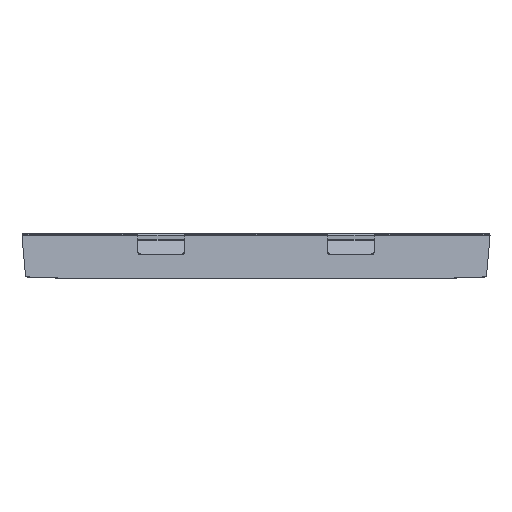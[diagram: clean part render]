
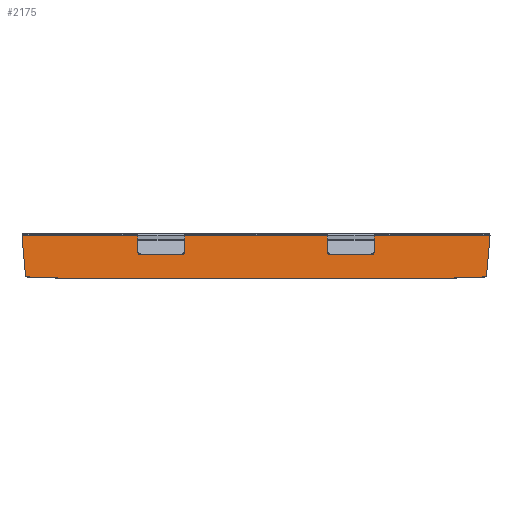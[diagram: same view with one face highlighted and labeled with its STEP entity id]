
A CAD part, front view. The second image highlights one B-rep face of the part: STEP entity #2175.
In plain terms, the highlighted planar face has unit normal (0, -0.996, 0.087).
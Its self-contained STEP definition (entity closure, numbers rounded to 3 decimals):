
#46 = LINE ( 'NONE', #1087, #640 ) ;
#119 = LINE ( 'NONE', #1499, #2674 ) ;
#168 = EDGE_CURVE ( 'NONE', #1865, #547, #251, .T. ) ;
#186 = DIRECTION ( 'NONE',  ( 0., -0.996, 0.087 ) ) ;
#251 = LINE ( 'NONE', #2548, #1915 ) ;
#253 = DIRECTION ( 'NONE',  ( 0., -0.087, -0.996 ) ) ;
#342 = AXIS2_PLACEMENT_3D ( 'NONE', #541, #1197, #1414 ) ;
#410 = AXIS2_PLACEMENT_3D ( 'NONE', #657, #2852, #253 ) ;
#455 = CARTESIAN_POINT ( 'NONE',  ( -249., 16.374, -2.587 ) ) ;
#463 = VERTEX_POINT ( 'NONE', #2144 ) ;
#501 = CIRCLE ( 'NONE', #342, 2. ) ;
#541 = CARTESIAN_POINT ( 'NONE',  ( 198.965, 12.599, -45.731 ) ) ;
#547 = VERTEX_POINT ( 'NONE', #2820 ) ;
#557 = ORIENTED_EDGE ( 'NONE', *, *, #168, .T. ) ;
#563 = LINE ( 'NONE', #1903, #1386 ) ;
#585 = ORIENTED_EDGE ( 'NONE', *, *, #898, .T. ) ;
#601 = EDGE_CURVE ( 'NONE', #2312, #1608, #992, .T. ) ;
#636 = EDGE_LOOP ( 'NONE', ( #557, #780, #2806, #1900, #2628, #585, #1875, #769, #2784, #2168 ) ) ;
#640 = VECTOR ( 'NONE', #2821, 1000. ) ;
#657 = CARTESIAN_POINT ( 'NONE',  ( -198.965, 12.599, -45.731 ) ) ;
#769 = ORIENTED_EDGE ( 'NONE', *, *, #1106, .T. ) ;
#780 = ORIENTED_EDGE ( 'NONE', *, *, #2510, .T. ) ;
#800 = LINE ( 'NONE', #2480, #2800 ) ;
#802 = CARTESIAN_POINT ( 'NONE',  ( 245.331, 12.719, -44.361 ) ) ;
#841 = DIRECTION ( 'NONE',  ( 0., -0.087, -0.996 ) ) ;
#872 = CARTESIAN_POINT ( 'NONE',  ( 243.339, 12.734, -44.187 ) ) ;
#898 = EDGE_CURVE ( 'NONE', #1404, #463, #501, .T. ) ;
#952 = CARTESIAN_POINT ( 'NONE',  ( -199.035, 12.425, -47.722 ) ) ;
#992 = CIRCLE ( 'NONE', #410, 2. ) ;
#1051 = CARTESIAN_POINT ( 'NONE',  ( 0., 16.482, -1.347 ) ) ;
#1087 = CARTESIAN_POINT ( 'NONE',  ( 247.217, 14.597, -22.893 ) ) ;
#1106 = EDGE_CURVE ( 'NONE', #1431, #2005, #2721, .T. ) ;
#1169 = DIRECTION ( 'NONE',  ( 1., 0., 0. ) ) ;
#1197 = DIRECTION ( 'NONE',  ( 0., -0.996, 0.087 ) ) ;
#1251 = LINE ( 'NONE', #1290, #2555 ) ;
#1290 = CARTESIAN_POINT ( 'NONE',  ( 1.866, 11.825, -54.581 ) ) ;
#1321 = FACE_OUTER_BOUND ( 'NONE', #636, .T. ) ;
#1386 = VECTOR ( 'NONE', #1684, 1000. ) ;
#1404 = VERTEX_POINT ( 'NONE', #2456 ) ;
#1406 = DIRECTION ( 'NONE',  ( 0., -0.996, 0.087 ) ) ;
#1414 = DIRECTION ( 'NONE',  ( 0., -0.087, -0.996 ) ) ;
#1431 = VERTEX_POINT ( 'NONE', #2251 ) ;
#1454 = DIRECTION ( 'NONE',  ( 0.087, -0.087, -0.992 ) ) ;
#1458 = CARTESIAN_POINT ( 'NONE',  ( 249., 16.374, -2.587 ) ) ;
#1499 = CARTESIAN_POINT ( 'NONE',  ( -1.866, 11.825, -54.581 ) ) ;
#1547 = DIRECTION ( 'NONE',  ( 0.999, -0.003, -0.035 ) ) ;
#1577 = AXIS2_PLACEMENT_3D ( 'NONE', #2741, #1406, #1635 ) ;
#1608 = VERTEX_POINT ( 'NONE', #2763 ) ;
#1635 = DIRECTION ( 'NONE',  ( 0., -0.087, -0.996 ) ) ;
#1655 = EDGE_CURVE ( 'NONE', #1404, #1608, #563, .T. ) ;
#1684 = DIRECTION ( 'NONE',  ( -1., 0., 0. ) ) ;
#1703 = EDGE_CURVE ( 'NONE', #2595, #2005, #46, .T. ) ;
#1706 = AXIS2_PLACEMENT_3D ( 'NONE', #872, #2853, #2864 ) ;
#1735 = DIRECTION ( 'NONE',  ( -0.999, -0.003, -0.035 ) ) ;
#1821 = EDGE_CURVE ( 'NONE', #2203, #2312, #119, .T. ) ;
#1865 = VERTEX_POINT ( 'NONE', #455 ) ;
#1875 = ORIENTED_EDGE ( 'NONE', *, *, #2209, .F. ) ;
#1900 = ORIENTED_EDGE ( 'NONE', *, *, #601, .T. ) ;
#1903 = CARTESIAN_POINT ( 'NONE',  ( -249., 12.425, -47.723 ) ) ;
#1915 = VECTOR ( 'NONE', #1454, 1000. ) ;
#1941 = PLANE ( 'NONE',  #2798 ) ;
#2005 = VERTEX_POINT ( 'NONE', #802 ) ;
#2144 = CARTESIAN_POINT ( 'NONE',  ( 199.035, 12.425, -47.722 ) ) ;
#2168 = ORIENTED_EDGE ( 'NONE', *, *, #2363, .F. ) ;
#2175 = ADVANCED_FACE ( 'NONE', ( #1321 ), #1941, .T. ) ;
#2203 = VERTEX_POINT ( 'NONE', #2384 ) ;
#2209 = EDGE_CURVE ( 'NONE', #1431, #463, #1251, .T. ) ;
#2251 = CARTESIAN_POINT ( 'NONE',  ( 243.409, 12.56, -46.179 ) ) ;
#2312 = VERTEX_POINT ( 'NONE', #952 ) ;
#2363 = EDGE_CURVE ( 'NONE', #1865, #2595, #800, .T. ) ;
#2384 = CARTESIAN_POINT ( 'NONE',  ( -243.409, 12.56, -46.179 ) ) ;
#2456 = CARTESIAN_POINT ( 'NONE',  ( 198.965, 12.425, -47.723 ) ) ;
#2480 = CARTESIAN_POINT ( 'NONE',  ( -249., 16.374, -2.587 ) ) ;
#2510 = EDGE_CURVE ( 'NONE', #547, #2203, #2843, .T. ) ;
#2548 = CARTESIAN_POINT ( 'NONE',  ( -247.217, 14.597, -22.893 ) ) ;
#2555 = VECTOR ( 'NONE', #1735, 1000. ) ;
#2595 = VERTEX_POINT ( 'NONE', #1458 ) ;
#2628 = ORIENTED_EDGE ( 'NONE', *, *, #1655, .F. ) ;
#2674 = VECTOR ( 'NONE', #1547, 1000. ) ;
#2721 = CIRCLE ( 'NONE', #1706, 2. ) ;
#2741 = CARTESIAN_POINT ( 'NONE',  ( -243.339, 12.734, -44.187 ) ) ;
#2763 = CARTESIAN_POINT ( 'NONE',  ( -198.965, 12.425, -47.723 ) ) ;
#2784 = ORIENTED_EDGE ( 'NONE', *, *, #1703, .F. ) ;
#2798 = AXIS2_PLACEMENT_3D ( 'NONE', #1051, #186, #841 ) ;
#2800 = VECTOR ( 'NONE', #1169, 1000. ) ;
#2806 = ORIENTED_EDGE ( 'NONE', *, *, #1821, .T. ) ;
#2820 = CARTESIAN_POINT ( 'NONE',  ( -245.331, 12.719, -44.361 ) ) ;
#2821 = DIRECTION ( 'NONE',  ( -0.087, -0.087, -0.992 ) ) ;
#2843 = CIRCLE ( 'NONE', #1577, 2. ) ;
#2852 = DIRECTION ( 'NONE',  ( 0., -0.996, 0.087 ) ) ;
#2853 = DIRECTION ( 'NONE',  ( 0., -0.996, 0.087 ) ) ;
#2864 = DIRECTION ( 'NONE',  ( 0., -0.087, -0.996 ) ) ;
